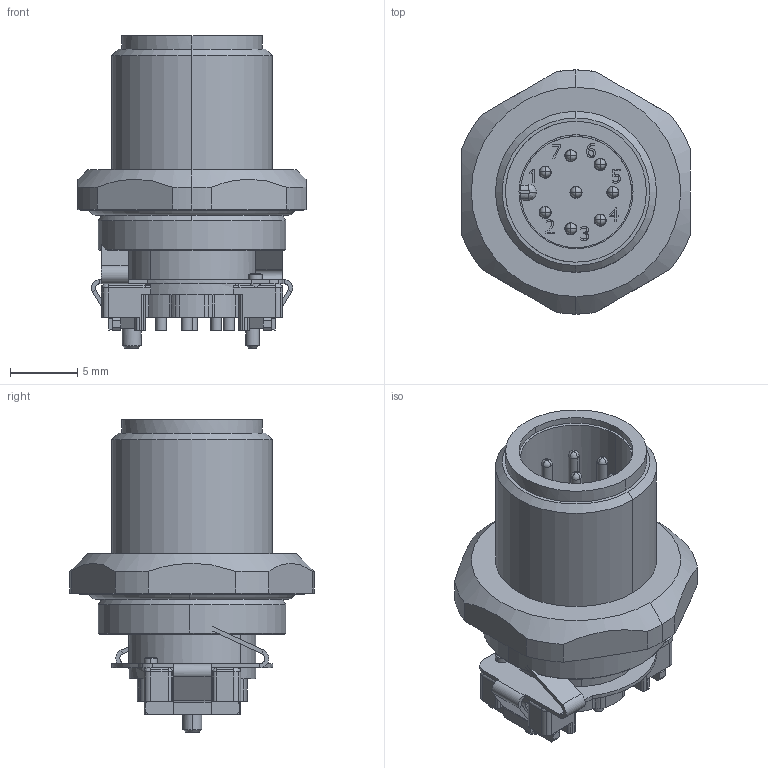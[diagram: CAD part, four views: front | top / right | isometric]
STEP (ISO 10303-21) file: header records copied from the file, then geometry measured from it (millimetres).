
FILE_DESCRIPTION(('CATIA V5R24 STEP','CAx-IF Rec.Pracs.--- Model Styling and Organization---1.2---2011-12-15'),'2;1');
FILE_NAME ('D1461883_0_2423350000_2423350000.stp','2017-05-30T04:55:26+00:00',('none'),('Weidmueller'),'CATIA Version 5-6 Release 2014 SP4 HF52','CATIA V5 STEP AP214','none');
FILE_SCHEMA(('AUTOMOTIVE_DESIGN { 1 0 10303 214 1 1 1 1 }'));
Length unit declared in the file: millimetre
Products named in the file (1): 2423350000
Bounding box: 17 x 18.2 x 23.3 mm (x, y, z)
Volume: 2222.9 mm3; surface area: 3630.2 mm2
Topology: 5 solids, 5 shells, 749 faces, 2093 edges, 1375 vertices
Faces by surface type: plane 304, cylinder 289, bspline 80, sphere 36, cone 26, torus 14
Entity records: 25003 total; most frequent: CARTESIAN_POINT 7422, ORIENTED_EDGE 4114, DIRECTION 2741, EDGE_CURVE 2057, VERTEX_POINT 1375, AXIS2_PLACEMENT_3D 1214, VECTOR 943, LINE 943
